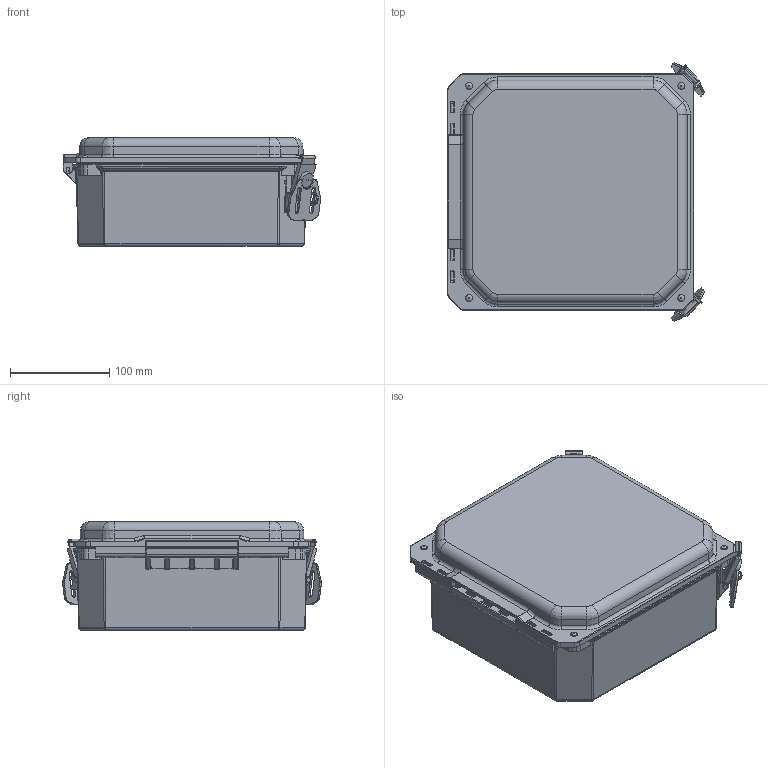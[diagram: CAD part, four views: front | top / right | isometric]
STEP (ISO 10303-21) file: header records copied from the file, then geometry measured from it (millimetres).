
FILE_DESCRIPTION(/* description */ (''),/* implementation_level */ '2;1');
FILE_NAME(/* name */ 'HW-CC80804CHTL.stp',/* time_stamp */ '2014-03-13T06:33:56-05:00',/* author */ ('pmescher'),/* organization */ (''),/* preprocessor_version */ 'ST-DEVELOPER v15.2',/* originating_system */ 'Autodesk Inventor 2014',/* authorisation */ '');
FILE_SCHEMA (('AUTOMOTIVE_DESIGN { 1 0 10303 214 3 1 1 }'));
Products named in the file (16): DS080804BOX; DSCC080804CVR; GA808; WP808HLU; BRASS INSERT-(; BRASS INSERT-(_1; BRASS INSERT-(_2; RMHINGAT40006-02; part2; AT40007; part1; hinge; part3; LOCKWT; DS COVER  BUSH; DSCC80804HLL_STP
Bounding box: 259.12 x 260.66 x 109.52 mm (x, y, z)
Volume: 746720.1 mm3; surface area: 462534 mm2
Topology: 31 solids, 31 shells, 2217 faces, 5300 edges, 3097 vertices
Faces by surface type: cylinder 853, plane 646, bspline 380, torus 227, cone 102, sphere 9
Full cylindrical faces by diameter (mm): 1.267 x4, 1.27 x2, 2.489 x4, 3.429 x4, 3.48 x2, 3.81 x4, 3.861 x8, 3.962 x12, 5.08 x4, 5.3 x4, 5.563 x4, 6.248 x12, 6.401 x4, 7.925 x4, 9.22 x2, 15.24 x2
Entity records: 72445 total; most frequent: CARTESIAN_POINT 27370, DIRECTION 9712, ORIENTED_EDGE 9156, EDGE_CURVE 4578, AXIS2_PLACEMENT_3D 3849, VERTEX_POINT 2724, EDGE_LOOP 2112, LINE 2014
